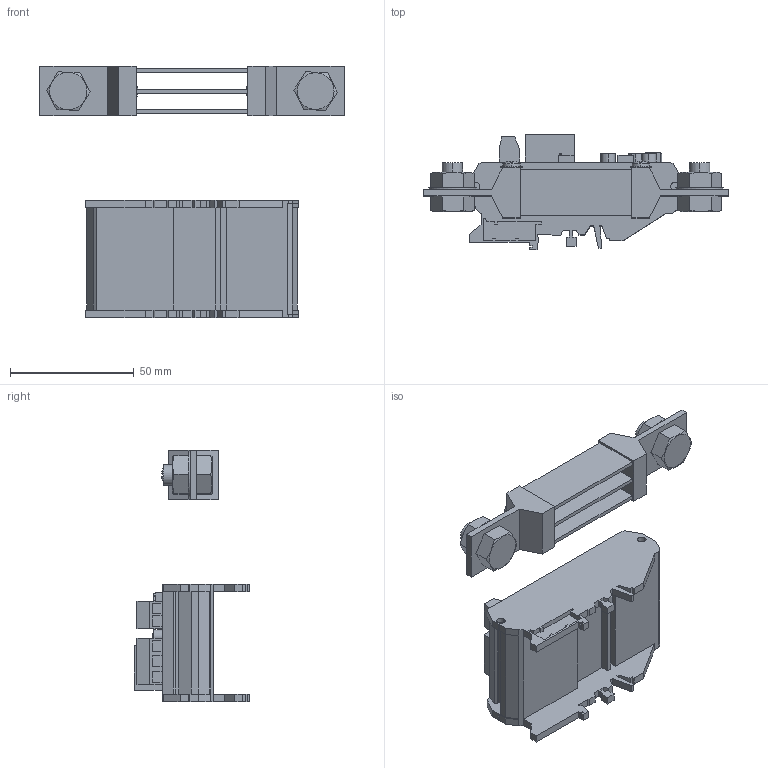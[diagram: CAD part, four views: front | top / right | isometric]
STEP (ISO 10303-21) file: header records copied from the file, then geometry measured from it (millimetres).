
FILE_DESCRIPTION (( 'STEP AP214' ), '1' );
FILE_NAME ('SRCN-C425-2_3D.step', '2023-09-13T23:37:29', ( '' ), ( '' ), 'SwSTEP 2.0', 'SolidWorks 2022', '' );
FILE_SCHEMA (( 'AUTOMOTIVE_DESIGN' ));
Length unit declared in the file: inch
Products named in the file (1): SRCN-C425-2_3D
Bounding box: 123 x 46.53 x 101.52 mm (x, y, z)
Volume: 64272.7 mm3; surface area: 44085.9 mm2
Topology: 2 solids, 2 shells, 680 faces, 1780 edges, 1182 vertices
Faces by surface type: plane 585, cylinder 85, cone 8, sphere 2
Entity records: 26503 total; most frequent: CARTESIAN_POINT 3841, ORIENTED_EDGE 3552, DIRECTION 3326, EDGE_CURVE 1776, VECTOR 1524, LINE 1524, VERTEX_POINT 1180, AXIS2_PLACEMENT_3D 901
